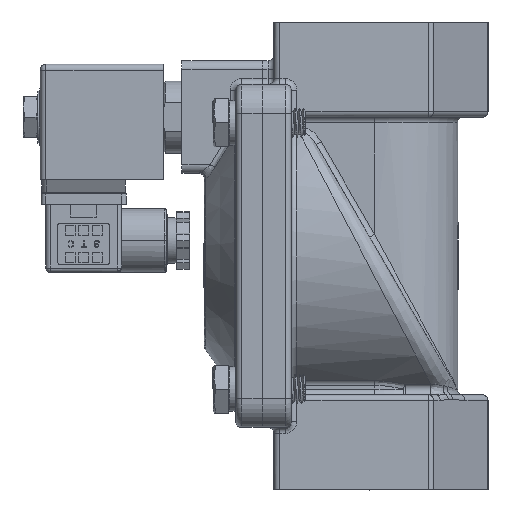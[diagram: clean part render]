
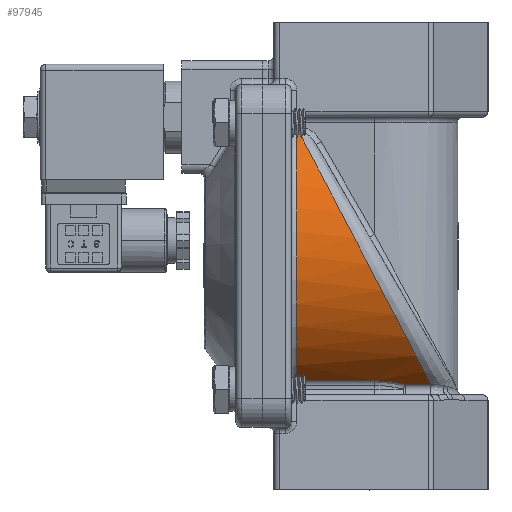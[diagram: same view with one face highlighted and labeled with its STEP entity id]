
A CAD part, left-side view. The second image highlights one B-rep face of the part: STEP entity #97945.
In plain terms, the highlighted cylindrical face has radius 52.5 mm (diameter 105 mm), a partial arc.
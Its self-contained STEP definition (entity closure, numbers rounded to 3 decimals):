
#605 = VECTOR ( 'NONE', #145018, 1000. ) ;
#3024 = CARTESIAN_POINT ( 'NONE',  ( 0., 68.8, 0. ) ) ;
#4015 = CARTESIAN_POINT ( 'NONE',  ( -29.67, 68.8, -43.312 ) ) ;
#9216 = ORIENTED_EDGE ( 'NONE', *, *, #10609, .T. ) ;
#9768 = DIRECTION ( 'NONE',  ( 0., 0., -1. ) ) ;
#10609 = EDGE_CURVE ( 'NONE', #31770, #12618, #155175, .T. ) ;
#11707 = ORIENTED_EDGE ( 'NONE', *, *, #119110, .T. ) ;
#12185 = LINE ( 'NONE', #4015, #145145 ) ;
#12618 = VERTEX_POINT ( 'NONE', #157230 ) ;
#15002 = CARTESIAN_POINT ( 'NONE',  ( -29.67, 66.8, -43.312 ) ) ;
#15914 = CARTESIAN_POINT ( 'NONE',  ( -27.849, 20.337, -44.505 ) ) ;
#16469 = CARTESIAN_POINT ( 'NONE',  ( -29.67, 66.209, 43.312 ) ) ;
#23759 = DIRECTION ( 'NONE',  ( 0., -1., 0. ) ) ;
#27511 = CARTESIAN_POINT ( 'NONE',  ( -29.67, 39.837, -43.312 ) ) ;
#31770 = VERTEX_POINT ( 'NONE', #70408 ) ;
#33740 = EDGE_CURVE ( 'NONE', #93834, #31770, #69070, .T. ) ;
#37815 = CARTESIAN_POINT ( 'NONE',  ( -27.849, 29.215, -44.505 ) ) ;
#39492 = LINE ( 'NONE', #132241, #103848 ) ;
#42019 = CARTESIAN_POINT ( 'NONE',  ( -27.849, 68.8, -44.505 ) ) ;
#48911 = VERTEX_POINT ( 'NONE', #27511 ) ;
#54734 = CARTESIAN_POINT ( 'NONE',  ( -63.376, 31.95, -22.273 ) ) ;
#56631 = CARTESIAN_POINT ( 'NONE',  ( -29.056, 33.543, -43.726 ) ) ;
#57311 = CYLINDRICAL_SURFACE ( 'NONE', #149350, 52.5 ) ;
#69070 = LINE ( 'NONE', #42019, #605 ) ;
#69592 = CARTESIAN_POINT ( 'NONE',  ( -28.414, 30.925, -44.147 ) ) ;
#70408 = CARTESIAN_POINT ( 'NONE',  ( -27.849, 20.337, -44.505 ) ) ;
#76823 = CARTESIAN_POINT ( 'NONE',  ( -29.67, 66.8, 43.312 ) ) ;
#79244 = ORIENTED_EDGE ( 'NONE', *, *, #151257, .T. ) ;
#82467 = CARTESIAN_POINT ( 'NONE',  ( -27.849, 29.215, -44.505 ) ) ;
#84989 = EDGE_CURVE ( 'NONE', #48911, #93834, #111040, .T. ) ;
#86824 = DIRECTION ( 'NONE',  ( 0., -1., 0. ) ) ;
#88831 = EDGE_LOOP ( 'NONE', ( #79244, #143996, #11707, #164331, #162493, #9216 ) ) ;
#90586 = VERTEX_POINT ( 'NONE', #15002 ) ;
#93545 = CARTESIAN_POINT ( 'NONE',  ( -64.245, 53.837, 19.628 ) ) ;
#93834 = VERTEX_POINT ( 'NONE', #37815 ) ;
#97945 = ADVANCED_FACE ( 'NONE', ( #103592 ), #57311, .T. ) ;
#103592 = FACE_OUTER_BOUND ( 'NONE', #88831, .T. ) ;
#103848 = VECTOR ( 'NONE', #144621, 1000. ) ;
#105915 = DIRECTION ( 'NONE',  ( 0., -1., 0. ) ) ;
#107774 = CARTESIAN_POINT ( 'NONE',  ( -29.67, 38.001, -43.312 ) ) ;
#111040 = B_SPLINE_CURVE_WITH_KNOTS ( 'NONE', 3,
 ( #120785, #107774, #133777, #56631, #146676, #69592, #159611, #82467 ),
 .UNSPECIFIED., .F., .F.,
 ( 4, 2, 2, 4 ),
 ( 0., 0.005, 0.008, 0.011 ),
 .UNSPECIFIED. ) ;
#119110 = EDGE_CURVE ( 'NONE', #90586, #48911, #12185, .T. ) ;
#120785 = CARTESIAN_POINT ( 'NONE',  ( -29.67, 39.837, -43.312 ) ) ;
#132241 = CARTESIAN_POINT ( 'NONE',  ( -29.67, 68.8, 43.312 ) ) ;
#133717 = VERTEX_POINT ( 'NONE', #76823 ) ;
#133777 = CARTESIAN_POINT ( 'NONE',  ( -29.513, 36.199, -43.421 ) ) ;
#143996 = ORIENTED_EDGE ( 'NONE', *, *, #159459, .T. ) ;
#144621 = DIRECTION ( 'NONE',  ( 0., 1., 0. ) ) ;
#145018 = DIRECTION ( 'NONE',  ( 0., -1., 0. ) ) ;
#145145 = VECTOR ( 'NONE', #23759, 1000. ) ;
#146676 = CARTESIAN_POINT ( 'NONE',  ( -28.867, 32.665, -43.852 ) ) ;
#148861 = AXIS2_PLACEMENT_3D ( 'NONE', #163909, #86824, #9768 ) ;
#149350 = AXIS2_PLACEMENT_3D ( 'NONE', #3024, #105915, #157735 ) ;
#151257 = EDGE_CURVE ( 'NONE', #12618, #133717, #39492, .T. ) ;
#155175 =( BOUNDED_CURVE ( )  B_SPLINE_CURVE ( 3, ( #15914, #54734, #93545, #16469 ),
 .UNSPECIFIED., .F., .F. ) 
 B_SPLINE_CURVE_WITH_KNOTS ( ( 4, 4 ),
 ( 0.559, 2.541 ),
 .UNSPECIFIED. ) 
 CURVE ( )  GEOMETRIC_REPRESENTATION_ITEM ( )  RATIONAL_B_SPLINE_CURVE ( ( 1., 0.699, 0.699, 1. ) ) 
 REPRESENTATION_ITEM ( '' )  );
#157196 = CIRCLE ( 'NONE', #148861, 52.5 ) ;
#157230 = CARTESIAN_POINT ( 'NONE',  ( -29.67, 66.209, 43.312 ) ) ;
#157735 = DIRECTION ( 'NONE',  ( 0., 0., -1. ) ) ;
#159459 = EDGE_CURVE ( 'NONE', #133717, #90586, #157196, .T. ) ;
#159611 = CARTESIAN_POINT ( 'NONE',  ( -28.149, 30.061, -44.317 ) ) ;
#162493 = ORIENTED_EDGE ( 'NONE', *, *, #33740, .T. ) ;
#163909 = CARTESIAN_POINT ( 'NONE',  ( 0., 66.8, 0. ) ) ;
#164331 = ORIENTED_EDGE ( 'NONE', *, *, #84989, .T. ) ;
